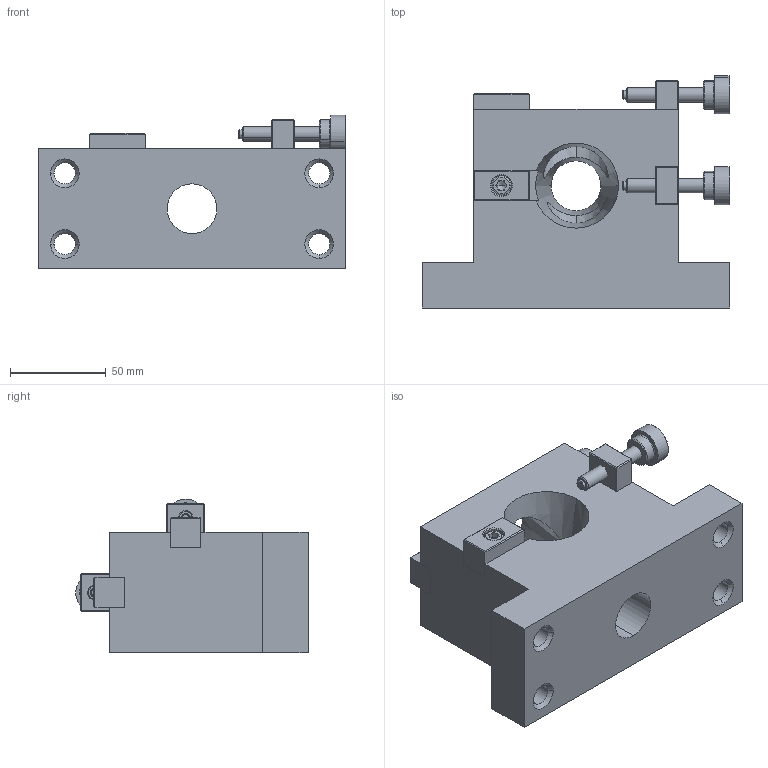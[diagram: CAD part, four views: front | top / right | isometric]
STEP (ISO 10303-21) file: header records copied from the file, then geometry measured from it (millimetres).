
FILE_DESCRIPTION (( 'STEP AP214' ), '1' );
FILE_NAME ('SDZ-700.40-00.STEP', '2021-02-03T00:51:42', ( '' ), ( '' ), 'SwSTEP 2.0', 'SolidWorks 2012', '' );
FILE_SCHEMA (( 'AUTOMOTIVE_DESIGN' ));
Length unit declared in the file: millimetre
Products named in the file (7): M6X16_M6X16; SDZ-700.40-05; SDZ-700.40-02; SDZ-700.40-03; SDZ-700.40-04; SDZ-700.40-01; SDZ-700.40-00
Assembly tree (13 placements, depth 2):
  SDZ-700.40-00
    SDZ-700.40-01
    SDZ-700.40-04
    SDZ-700.40-03
    SDZ-700.40-02  x2
    SDZ-700.40-05  x2
    M6X16_M6X16  x6
Bounding box: 161 x 121.49 x 80.47 mm (x, y, z)
Volume: 666329.5 mm3; surface area: 96041.3 mm2
Topology: 13 solids, 13 shells, 410 faces, 926 edges, 550 vertices
Faces by surface type: plane 208, cylinder 100, cone 82, torus 20
Entity records: 7532 total; most frequent: CARTESIAN_POINT 1404, DIRECTION 1268, ORIENTED_EDGE 1092, EDGE_CURVE 546, AXIS2_PLACEMENT_3D 471, VERTEX_POINT 333, VECTOR 326, LINE 326
